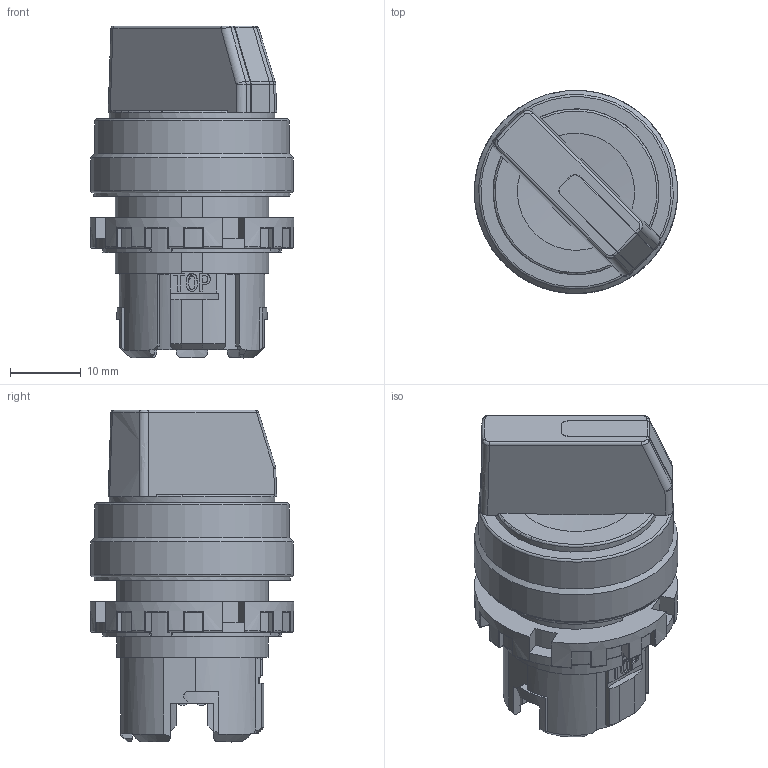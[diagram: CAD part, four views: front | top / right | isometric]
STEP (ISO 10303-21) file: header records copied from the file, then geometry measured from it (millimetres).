
FILE_DESCRIPTION( ( 'Unknown' ), '1' );
FILE_NAME( 'A20S-2Ex-Solid3D-20180706.stp', 'Unknown', ( 'Unknown' ), ( 'Unknown' ), 'XStep 1.0', 'Unknown', ' ' );
FILE_SCHEMA( ( 'automotive_design' ) );
Length unit declared in the file: millimetre
Products named in the file (1): 8
Bounding box: 28.8 x 28.8 x 47.05 mm (x, y, z)
Volume: 17417.2 mm3; surface area: 5680.4 mm2
Topology: 1 solids, 1 shells, 474 faces, 1228 edges, 761 vertices
Faces by surface type: plane 208, cylinder 151, torus 49, bspline 29, cone 15, sphere 12, extrusion 10
Full cylindrical faces by diameter (mm): 23.5 x1, 27.6 x1, 27.8 x1, 28.8 x1
Entity records: 19571 total; most frequent: CARTESIAN_POINT 4287, DIRECTION 2440, ORIENTED_EDGE 2418, EDGE_CURVE 1209, AXIS2_PLACEMENT_3D 918, VERTEX_POINT 757, VECTOR 604, LINE 594
